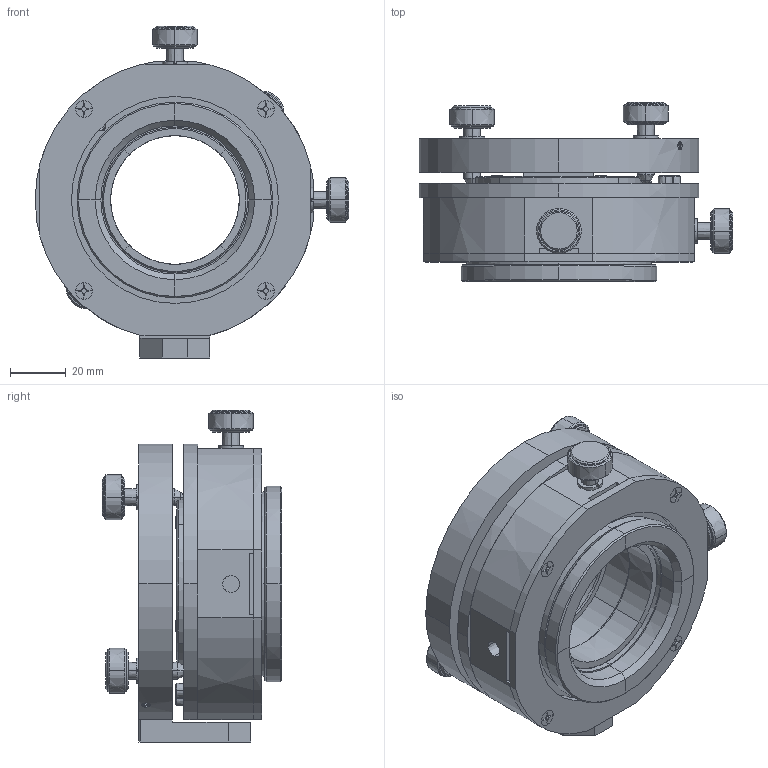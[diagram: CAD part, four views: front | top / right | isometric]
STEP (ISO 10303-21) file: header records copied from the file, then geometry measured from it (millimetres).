
FILE_DESCRIPTION (( 'STEP AP203' ), '1' );
FILE_NAME ('Web Model 13778_13778.step', '2021-05-04T15:33:34', ( '' ), ( '' ), 'SwSTEP 2.0', 'SolidWorks 2018', '' );
FILE_SCHEMA (( 'CONFIG_CONTROL_DESIGN' ));
Products named in the file (1): Web Model 13778_13778
Bounding box: 112.2 x 64 x 118.7 mm (x, y, z)
Surface area: 111521.4 mm2 (no closed solid volume)
Topology: 0 solids, 56 shells, 1983 faces, 4703 edges, 2845 vertices
Faces by surface type: bspline 1983
Entity records: 163453 total; most frequent: CARTESIAN_POINT 124324, ORIENTED_EDGE 9322, DIRECTION 6413, EDGE_CURVE 4671, VERTEX_POINT 2845, AXIS2_PLACEMENT_3D 2167, CIRCLE 2166, EDGE_LOOP 2150
